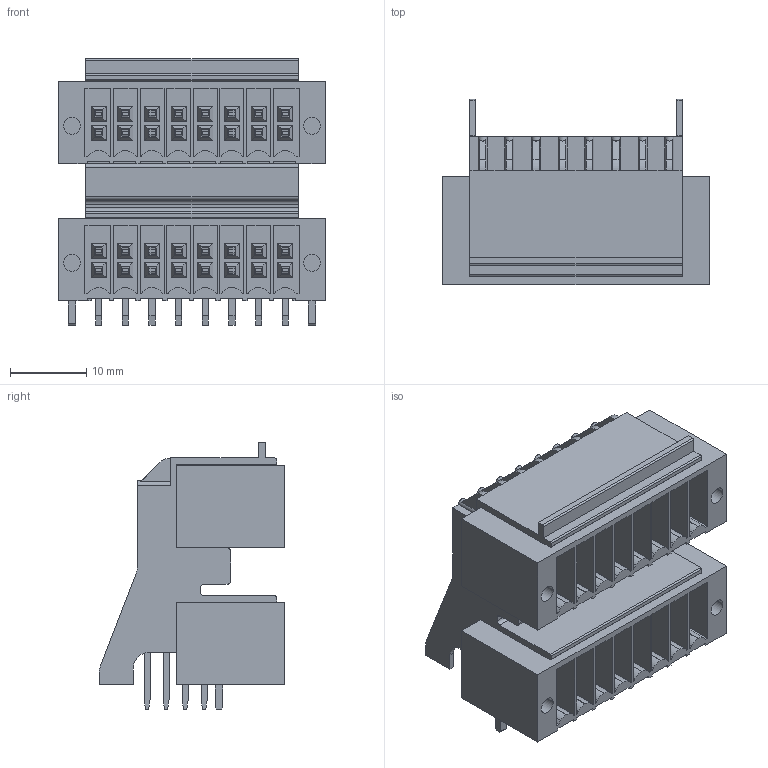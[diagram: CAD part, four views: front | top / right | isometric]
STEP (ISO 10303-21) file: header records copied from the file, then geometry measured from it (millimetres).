
FILE_DESCRIPTION(('CATIA V5 STEP Exchange','CAx-IF Rec.Pracs.--- Model Styling and Organization---1.2---2011-12-15'),'2;1');
FILE_NAME ('D1451391_0', '2018-09-18T11:21:45+00:00', ('none'), ('Weidmueller'), 'CATIA Version 5-6 Release 2014', 'CATIA V5 STEP AP214', 'none');
FILE_SCHEMA(('AUTOMOTIVE_DESIGN { 1 0 10303 214 1 1 1 1 }'));
Length unit declared in the file: millimetre
Products named in the file (1): 1357970000
Bounding box: 35 x 24.4 x 35 mm (x, y, z)
Volume: 12329.1 mm3; surface area: 14971.4 mm2
Topology: 35 solids, 35 shells, 1131 faces, 2989 edges, 1972 vertices
Faces by surface type: plane 1045, cylinder 86
Entity records: 32419 total; most frequent: ORIENTED_EDGE 5978, CARTESIAN_POINT 5950, DIRECTION 4397, EDGE_CURVE 2989, VECTOR 2655, LINE 2655, VERTEX_POINT 1972, EDGE_LOOP 1239
